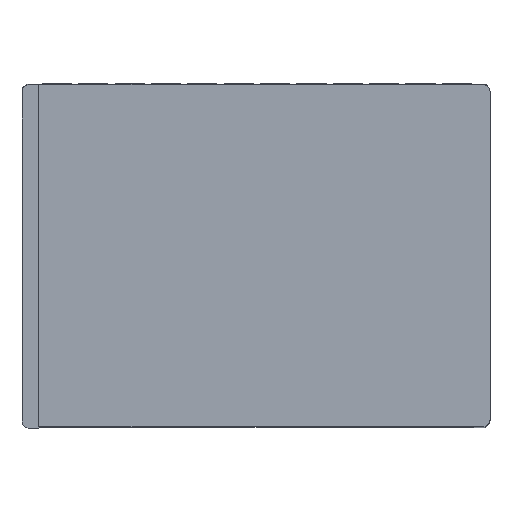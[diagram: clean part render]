
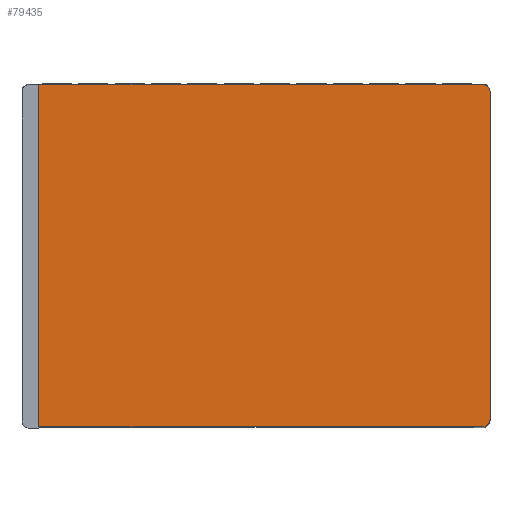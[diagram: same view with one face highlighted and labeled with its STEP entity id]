
A CAD part, front view. The second image highlights one B-rep face of the part: STEP entity #79435.
In plain terms, the highlighted planar face has unit normal (0, -1, 0).
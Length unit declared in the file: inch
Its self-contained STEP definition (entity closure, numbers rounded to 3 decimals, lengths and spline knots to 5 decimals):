
#763 = LINE ( 'NONE', #82112, #60826 ) ;
#1233 = EDGE_CURVE ( 'NONE', #22989, #22882, #13534, .T. ) ;
#2914 = EDGE_LOOP ( 'NONE', ( #67193, #75696, #32285, #36591, #8583, #6879 ) ) ;
#3276 = CARTESIAN_POINT ( 'NONE',  ( -1.16929, -0.41275, 0.92337 ) ) ;
#5536 = DIRECTION ( 'NONE',  ( 0., 0., -1. ) ) ;
#6178 = CARTESIAN_POINT ( 'NONE',  ( -1.16929, -0.41275, 0.92337 ) ) ;
#6879 = ORIENTED_EDGE ( 'NONE', *, *, #79199, .T. ) ;
#8583 = ORIENTED_EDGE ( 'NONE', *, *, #66659, .F. ) ;
#13534 = LINE ( 'NONE', #70704, #40909 ) ;
#14736 = CARTESIAN_POINT ( 'NONE',  ( 1.25984, -0.41275, -0.87979 ) ) ;
#18221 = CARTESIAN_POINT ( 'NONE',  ( 1.22047, -0.41275, 0.92337 ) ) ;
#19497 = VERTEX_POINT ( 'NONE', #3276 ) ;
#21755 = CARTESIAN_POINT ( 'NONE',  ( 1.22047, -0.41275, -0.91916 ) ) ;
#22027 = EDGE_CURVE ( 'NONE', #98352, #22882, #77562, .T. ) ;
#22882 = VERTEX_POINT ( 'NONE', #35322 ) ;
#22989 = VERTEX_POINT ( 'NONE', #29585 ) ;
#28241 = CARTESIAN_POINT ( 'NONE',  ( -1.16929, -0.41275, -0.91916 ) ) ;
#29585 = CARTESIAN_POINT ( 'NONE',  ( 1.25984, -0.41275, 0.884 ) ) ;
#32285 = ORIENTED_EDGE ( 'NONE', *, *, #1233, .F. ) ;
#35322 = CARTESIAN_POINT ( 'NONE',  ( 1.25984, -0.41275, -0.87979 ) ) ;
#36591 = ORIENTED_EDGE ( 'NONE', *, *, #60577, .T. ) ;
#40909 = VECTOR ( 'NONE', #80287, 39.37008 ) ;
#43194 =( BOUNDED_CURVE ( )  B_SPLINE_CURVE ( 3, ( #72491, #56167, #71859, #18221 ),
 .UNSPECIFIED., .F., .F. ) 
 B_SPLINE_CURVE_WITH_KNOTS ( ( 4, 4 ),
 ( 1.5708, 3.14159 ),
 .UNSPECIFIED. ) 
 CURVE ( )  GEOMETRIC_REPRESENTATION_ITEM ( )  RATIONAL_B_SPLINE_CURVE ( ( 1., 0.805, 0.805, 1. ) ) 
 REPRESENTATION_ITEM ( '' )  );
#44065 = VECTOR ( 'NONE', #76215, 39.37008 ) ;
#44978 = CARTESIAN_POINT ( 'NONE',  ( 1.24353, -0.41275, -0.91916 ) ) ;
#51131 = DIRECTION ( 'NONE',  ( 0., -1., 0. ) ) ;
#51353 = CARTESIAN_POINT ( 'NONE',  ( 1.22047, -0.41275, 0.92337 ) ) ;
#56167 = CARTESIAN_POINT ( 'NONE',  ( 1.25984, -0.41275, 0.90706 ) ) ;
#56236 = VERTEX_POINT ( 'NONE', #51353 ) ;
#60577 = EDGE_CURVE ( 'NONE', #22989, #56236, #43194, .T. ) ;
#60826 = VECTOR ( 'NONE', #89760, 39.37008 ) ;
#61571 = LINE ( 'NONE', #74256, #96135 ) ;
#66659 = EDGE_CURVE ( 'NONE', #19497, #56236, #763, .T. ) ;
#66751 = LINE ( 'NONE', #28241, #44065 ) ;
#66879 = DIRECTION ( 'NONE',  ( 0., 0., -1. ) ) ;
#67193 = ORIENTED_EDGE ( 'NONE', *, *, #92389, .T. ) ;
#68662 = FACE_OUTER_BOUND ( 'NONE', #2914, .T. ) ;
#70704 = CARTESIAN_POINT ( 'NONE',  ( 1.25984, -0.41275, 0.92337 ) ) ;
#71859 = CARTESIAN_POINT ( 'NONE',  ( 1.24353, -0.41275, 0.92337 ) ) ;
#72491 = CARTESIAN_POINT ( 'NONE',  ( 1.25984, -0.41275, 0.884 ) ) ;
#73835 = PLANE ( 'NONE',  #80075 ) ;
#74256 = CARTESIAN_POINT ( 'NONE',  ( -1.16929, -0.41275, 0.92337 ) ) ;
#74773 = VERTEX_POINT ( 'NONE', #90812 ) ;
#75696 = ORIENTED_EDGE ( 'NONE', *, *, #22027, .T. ) ;
#76215 = DIRECTION ( 'NONE',  ( 1., 0., 0. ) ) ;
#77562 =( BOUNDED_CURVE ( )  B_SPLINE_CURVE ( 3, ( #21755, #44978, #98287, #14736 ),
 .UNSPECIFIED., .F., .F. ) 
 B_SPLINE_CURVE_WITH_KNOTS ( ( 4, 4 ),
 ( 0., 1.5708 ),
 .UNSPECIFIED. ) 
 CURVE ( )  GEOMETRIC_REPRESENTATION_ITEM ( )  RATIONAL_B_SPLINE_CURVE ( ( 1., 0.805, 0.805, 1. ) ) 
 REPRESENTATION_ITEM ( '' )  );
#79199 = EDGE_CURVE ( 'NONE', #19497, #74773, #61571, .T. ) ;
#79435 = ADVANCED_FACE ( 'NONE', ( #68662 ), #73835, .T. ) ;
#80075 = AXIS2_PLACEMENT_3D ( 'NONE', #6178, #51131, #5536 ) ;
#80287 = DIRECTION ( 'NONE',  ( 0., 0., -1. ) ) ;
#82112 = CARTESIAN_POINT ( 'NONE',  ( -1.16929, -0.41275, 0.92337 ) ) ;
#86213 = CARTESIAN_POINT ( 'NONE',  ( 1.22047, -0.41275, -0.91916 ) ) ;
#89760 = DIRECTION ( 'NONE',  ( 1., 0., 0. ) ) ;
#90812 = CARTESIAN_POINT ( 'NONE',  ( -1.16929, -0.41275, -0.91916 ) ) ;
#92389 = EDGE_CURVE ( 'NONE', #74773, #98352, #66751, .T. ) ;
#96135 = VECTOR ( 'NONE', #66879, 39.37008 ) ;
#98287 = CARTESIAN_POINT ( 'NONE',  ( 1.25984, -0.41275, -0.90285 ) ) ;
#98352 = VERTEX_POINT ( 'NONE', #86213 ) ;
